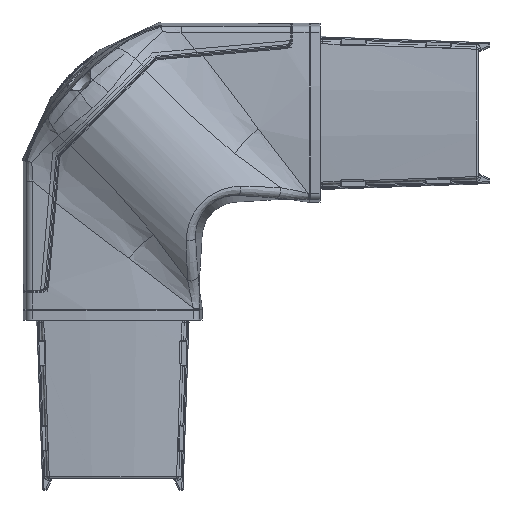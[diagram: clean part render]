
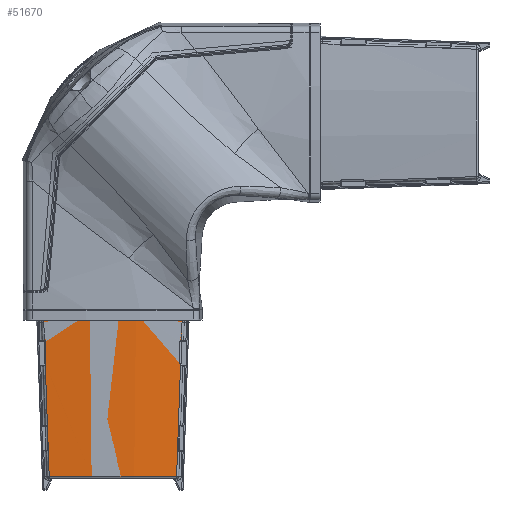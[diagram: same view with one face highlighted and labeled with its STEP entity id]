
A CAD part, left-side view. The second image highlights one B-rep face of the part: STEP entity #51670.
In plain terms, the highlighted cylindrical face has radius 249 mm (diameter 498 mm), a partial arc.
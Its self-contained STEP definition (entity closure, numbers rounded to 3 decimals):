
#27791=CARTESIAN_POINT('',(22.189,110.5,-20.171));
#27792=CARTESIAN_POINT('',(22.232,110.5,-20.171));
#27793=CARTESIAN_POINT('',(22.32,110.511,
-20.169));
#27794=CARTESIAN_POINT('',(22.442,110.562,
-20.164));
#27795=CARTESIAN_POINT('',(22.512,110.616,
-20.158));
#27796=CARTESIAN_POINT('',(22.542,110.646,
-20.154));
#27846=CARTESIAN_POINT('',(12.5,111.,-20.114));
#27847=CARTESIAN_POINT('',(12.5,110.948,-20.12));
#27848=CARTESIAN_POINT('',(12.516,110.844,
-20.132));
#27849=CARTESIAN_POINT('',(12.59,110.699,
-20.148));
#27850=CARTESIAN_POINT('',(12.699,110.59,
-20.16));
#27851=CARTESIAN_POINT('',(12.845,110.516,
-20.169));
#27852=CARTESIAN_POINT('',(12.949,110.5,-20.171));
#27853=CARTESIAN_POINT('',(13.,110.5,-20.171));
#27893=CARTESIAN_POINT('',(12.5,111.102,-20.102));
#27932=CARTESIAN_POINT('',(22.643,110.747,
-20.143));
#27961=CARTESIAN_POINT('',(4.983,111.366,
-20.071));
#27966=CARTESIAN_POINT('',(1.,82.5,227.25));
#27967=DIRECTION('',(1.,0.,0.));
#27968=DIRECTION('',(0.,-0.116,-0.993));
#27969=AXIS2_PLACEMENT_3D('',#27966,#27967,#27968);
#27974=DIRECTION('',(-1.,0.,0.));
#27975=VECTOR('',#27974,3.983);
#27976=CARTESIAN_POINT('',(4.983,53.634,
-20.071));
#27977=LINE('',#27976,#27975);
#27981=CARTESIAN_POINT('',(12.5,53.898,-20.102));
#27982=CARTESIAN_POINT('',(11.261,53.854,
-20.097));
#27983=CARTESIAN_POINT('',(8.77,53.767,
-20.087));
#27984=CARTESIAN_POINT('',(6.25,53.679,
-20.076));
#27985=CARTESIAN_POINT('',(4.983,53.634,
-20.071));
#27990=CARTESIAN_POINT('',(12.5,82.5,227.25));
#27991=DIRECTION('',(1.,0.,0.));
#27992=DIRECTION('',(0.,-0.115,-0.993));
#27993=AXIS2_PLACEMENT_3D('',#27990,#27991,#27992);
#27998=DIRECTION('',(1.,0.,0.));
#27999=VECTOR('',#27998,9.189);
#28000=CARTESIAN_POINT('',(13.,54.5,-20.171));
#28001=LINE('',#28000,#27999);
#28005=CARTESIAN_POINT('',(22.643,54.253,
-20.143));
#28006=CARTESIAN_POINT('',(22.609,54.287,
-20.146));
#28007=CARTESIAN_POINT('',(22.576,54.32,
-20.15));
#28008=CARTESIAN_POINT('',(22.542,54.354,
-20.154));
#28013=CARTESIAN_POINT('',(69.5,55.896,
-20.325));
#28014=CARTESIAN_POINT('',(64.594,55.724,
-20.306));
#28015=CARTESIAN_POINT('',(54.584,55.373,
-20.268));
#28016=CARTESIAN_POINT('',(39.096,54.83,
-20.208));
#28017=CARTESIAN_POINT('',(28.207,54.448,
-20.165));
#28018=CARTESIAN_POINT('',(22.643,54.253,
-20.143));
#28023=CARTESIAN_POINT('',(69.5,82.5,227.25));
#28024=DIRECTION('',(-1.,0.,0.));
#28025=DIRECTION('',(0.,0.107,-0.994));
#28026=AXIS2_PLACEMENT_3D('',#28023,#28024,#28025);
#28031=CARTESIAN_POINT('',(69.5,109.104,
-20.325));
#28032=CARTESIAN_POINT('',(64.594,109.276,
-20.306));
#28033=CARTESIAN_POINT('',(54.583,109.627,
-20.268));
#28034=CARTESIAN_POINT('',(39.095,110.17,
-20.208));
#28035=CARTESIAN_POINT('',(28.207,110.552,
-20.165));
#28036=CARTESIAN_POINT('',(22.643,110.747,
-20.143));
#28041=CARTESIAN_POINT('',(22.542,110.646,
-20.154));
#28042=CARTESIAN_POINT('',(22.576,110.68,
-20.15));
#28043=CARTESIAN_POINT('',(22.609,110.713,
-20.146));
#28044=CARTESIAN_POINT('',(22.643,110.747,
-20.143));
#28049=DIRECTION('',(1.,0.,0.));
#28050=VECTOR('',#28049,9.189);
#28051=CARTESIAN_POINT('',(13.,110.5,-20.171));
#28052=LINE('',#28051,#28050);
#28056=CARTESIAN_POINT('',(12.5,82.5,227.25));
#28057=DIRECTION('',(1.,0.,0.));
#28058=DIRECTION('',(0.,0.114,-0.993));
#28059=AXIS2_PLACEMENT_3D('',#28056,#28057,#28058);
#28064=CARTESIAN_POINT('',(12.5,111.102,-20.102));
#28065=CARTESIAN_POINT('',(11.261,111.146,
-20.097));
#28066=CARTESIAN_POINT('',(8.77,111.233,
-20.087));
#28067=CARTESIAN_POINT('',(6.25,111.321,
-20.076));
#28068=CARTESIAN_POINT('',(4.983,111.366,
-20.071));
#28073=DIRECTION('',(-1.,0.,0.));
#28074=VECTOR('',#28073,3.983);
#28075=CARTESIAN_POINT('',(4.983,111.366,
-20.071));
#28076=LINE('',#28075,#28074);
#28243=CARTESIAN_POINT('',(13.,54.5,-20.171));
#28244=CARTESIAN_POINT('',(12.948,54.5,-20.171));
#28245=CARTESIAN_POINT('',(12.844,54.484,
-20.169));
#28246=CARTESIAN_POINT('',(12.699,54.41,
-20.16));
#28247=CARTESIAN_POINT('',(12.589,54.299,
-20.148));
#28248=CARTESIAN_POINT('',(12.516,54.156,
-20.132));
#28249=CARTESIAN_POINT('',(12.5,54.052,-20.12));
#28250=CARTESIAN_POINT('',(12.5,54.,-20.114));
#28300=CARTESIAN_POINT('',(22.542,54.354,
-20.154));
#28301=CARTESIAN_POINT('',(22.512,54.384,
-20.158));
#28302=CARTESIAN_POINT('',(22.442,54.438,
-20.164));
#28303=CARTESIAN_POINT('',(22.32,54.489,
-20.169));
#28304=CARTESIAN_POINT('',(22.233,54.5,-20.171));
#28305=CARTESIAN_POINT('',(22.189,54.5,-20.171));
#45261=CARTESIAN_POINT('',(12.5,53.898,-20.102));
#45282=CARTESIAN_POINT('',(4.983,53.634,
-20.071));
#45308=CARTESIAN_POINT('',(22.643,54.253,
-20.143));
#45802=CARTESIAN_POINT('',(69.5,109.104,-20.325));
#45803=CARTESIAN_POINT('',(69.5,55.896,-20.325));
#45804=VERTEX_POINT('',#45802);
#45805=VERTEX_POINT('',#45803);
#45878=CARTESIAN_POINT('',(1.,53.634,-20.071));
#45879=CARTESIAN_POINT('',(1.,111.366,-20.071));
#45880=VERTEX_POINT('',#45878);
#45881=VERTEX_POINT('',#45879);
#46151=VERTEX_POINT('',#27961);
#46153=VERTEX_POINT('',#45282);
#46452=VERTEX_POINT('',#27932);
#46453=VERTEX_POINT('',#27893);
#46454=VERTEX_POINT('',#45261);
#46455=VERTEX_POINT('',#45308);
#46830=VERTEX_POINT('',#28041);
#46831=CARTESIAN_POINT('',(13.,110.5,-20.171));
#46832=CARTESIAN_POINT('',(22.189,110.5,-20.171));
#46833=VERTEX_POINT('',#46831);
#46834=VERTEX_POINT('',#46832);
#46835=CARTESIAN_POINT('',(12.5,111.,-20.114));
#46836=VERTEX_POINT('',#46835);
#46837=CARTESIAN_POINT('',(12.5,54.,-20.114));
#46838=VERTEX_POINT('',#46837);
#46839=CARTESIAN_POINT('',(13.,54.5,-20.171));
#46840=CARTESIAN_POINT('',(22.189,54.5,-20.171));
#46841=VERTEX_POINT('',#46839);
#46842=VERTEX_POINT('',#46840);
#46843=VERTEX_POINT('',#28008);
#51636=CARTESIAN_POINT('',(0.,82.5,227.25));
#51637=DIRECTION('',(1.,0.,0.));
#51638=DIRECTION('',(0.,0.,-1.));
#51639=AXIS2_PLACEMENT_3D('',#51636,#51637,#51638);
#51640=CYLINDRICAL_SURFACE('',#51639,249.);
#51641=ORIENTED_EDGE('',*,*,#50512,.F.);
#51643=ORIENTED_EDGE('',*,*,#51642,.F.);
#51645=ORIENTED_EDGE('',*,*,#51644,.F.);
#51647=ORIENTED_EDGE('',*,*,#51646,.T.);
#51649=ORIENTED_EDGE('',*,*,#51648,.F.);
#51651=ORIENTED_EDGE('',*,*,#51650,.T.);
#51653=ORIENTED_EDGE('',*,*,#51652,.F.);
#51655=ORIENTED_EDGE('',*,*,#51654,.F.);
#51657=ORIENTED_EDGE('',*,*,#51656,.F.);
#51659=ORIENTED_EDGE('',*,*,#51658,.F.);
#51660=ORIENTED_EDGE('',*,*,#51603,.T.);
#51661=ORIENTED_EDGE('',*,*,#51314,.F.);
#51662=ORIENTED_EDGE('',*,*,#51380,.F.);
#51663=ORIENTED_EDGE('',*,*,#51402,.F.);
#51664=ORIENTED_EDGE('',*,*,#51463,.F.);
#51665=ORIENTED_EDGE('',*,*,#51487,.T.);
#51666=ORIENTED_EDGE('',*,*,#51552,.T.);
#51667=ORIENTED_EDGE('',*,*,#51621,.T.);
#51668=EDGE_LOOP('',(#51641,#51643,#51645,#51647,#51649,#51651,#51653,#51655,
#51657,#51659,#51660,#51661,#51662,#51663,#51664,#51665,#51666,#51667));
#51669=FACE_OUTER_BOUND('',#51668,.F.);
#27797=B_SPLINE_CURVE_WITH_KNOTS('',3,(#27791,#27792,#27793,#27794,#27795,
#27796),.UNSPECIFIED.,.F.,.F.,(4,1,1,4),(0.,0.333,
0.667,1.),.UNSPECIFIED.);
#27854=B_SPLINE_CURVE_WITH_KNOTS('',3,(#27846,#27847,#27848,#27849,#27850,
#27851,#27852,#27853),.UNSPECIFIED.,.F.,.F.,(4,1,1,1,1,4),(0.,0.2,0.4,
0.6,0.8,1.),.UNSPECIFIED.);
#27970=CIRCLE('',#27969,249.);
#27986=B_SPLINE_CURVE_WITH_KNOTS('',3,(#27981,#27982,#27983,#27984,#27985),
.UNSPECIFIED.,.F.,.F.,(4,1,4),(0.,0.5,1.),.UNSPECIFIED.);
#27994=CIRCLE('',#27993,249.);
#28009=B_SPLINE_CURVE_WITH_KNOTS('',3,(#28005,#28006,#28007,#28008),
.UNSPECIFIED.,.F.,.F.,(4,4),(0.,1.),.UNSPECIFIED.);
#28019=B_SPLINE_CURVE_WITH_KNOTS('',3,(#28013,#28014,#28015,#28016,#28017,
#28018),.UNSPECIFIED.,.F.,.F.,(4,1,1,4),(0.,0.333,
0.667,1.),.UNSPECIFIED.);
#28027=CIRCLE('',#28026,249.);
#28037=B_SPLINE_CURVE_WITH_KNOTS('',3,(#28031,#28032,#28033,#28034,#28035,
#28036),.UNSPECIFIED.,.F.,.F.,(4,1,1,4),(0.,0.333,
0.667,1.),.UNSPECIFIED.);
#28045=B_SPLINE_CURVE_WITH_KNOTS('',3,(#28041,#28042,#28043,#28044),
.UNSPECIFIED.,.F.,.F.,(4,4),(0.,1.),.UNSPECIFIED.);
#28060=CIRCLE('',#28059,249.);
#28069=B_SPLINE_CURVE_WITH_KNOTS('',3,(#28064,#28065,#28066,#28067,#28068),
.UNSPECIFIED.,.F.,.F.,(4,1,4),(0.,0.5,1.),.UNSPECIFIED.);
#28251=B_SPLINE_CURVE_WITH_KNOTS('',3,(#28243,#28244,#28245,#28246,#28247,
#28248,#28249,#28250),.UNSPECIFIED.,.F.,.F.,(4,1,1,1,1,4),(0.,0.2,0.4,
0.6,0.8,1.),.UNSPECIFIED.);
#28306=B_SPLINE_CURVE_WITH_KNOTS('',3,(#28300,#28301,#28302,#28303,#28304,
#28305),.UNSPECIFIED.,.F.,.F.,(4,1,1,4),(0.,0.333,
0.667,1.),.UNSPECIFIED.);
#50512=EDGE_CURVE('',#45880,#45881,#27970,.T.);
#51314=EDGE_CURVE('',#46830,#46452,#28045,.T.);
#51380=EDGE_CURVE('',#46834,#46830,#27797,.T.);
#51402=EDGE_CURVE('',#46833,#46834,#28052,.T.);
#51463=EDGE_CURVE('',#46836,#46833,#27854,.T.);
#51487=EDGE_CURVE('',#46836,#46453,#28060,.T.);
#51552=EDGE_CURVE('',#46453,#46151,#28069,.T.);
#51603=EDGE_CURVE('',#45804,#46452,#28037,.T.);
#51621=EDGE_CURVE('',#46151,#45881,#28076,.T.);
#51642=EDGE_CURVE('',#46153,#45880,#27977,.T.);
#51644=EDGE_CURVE('',#46454,#46153,#27986,.T.);
#51646=EDGE_CURVE('',#46454,#46838,#27994,.T.);
#51648=EDGE_CURVE('',#46841,#46838,#28251,.T.);
#51650=EDGE_CURVE('',#46841,#46842,#28001,.T.);
#51652=EDGE_CURVE('',#46843,#46842,#28306,.T.);
#51654=EDGE_CURVE('',#46455,#46843,#28009,.T.);
#51656=EDGE_CURVE('',#45805,#46455,#28019,.T.);
#51658=EDGE_CURVE('',#45804,#45805,#28027,.T.);
#51670=ADVANCED_FACE('',(#51669),#51640,.T.);
